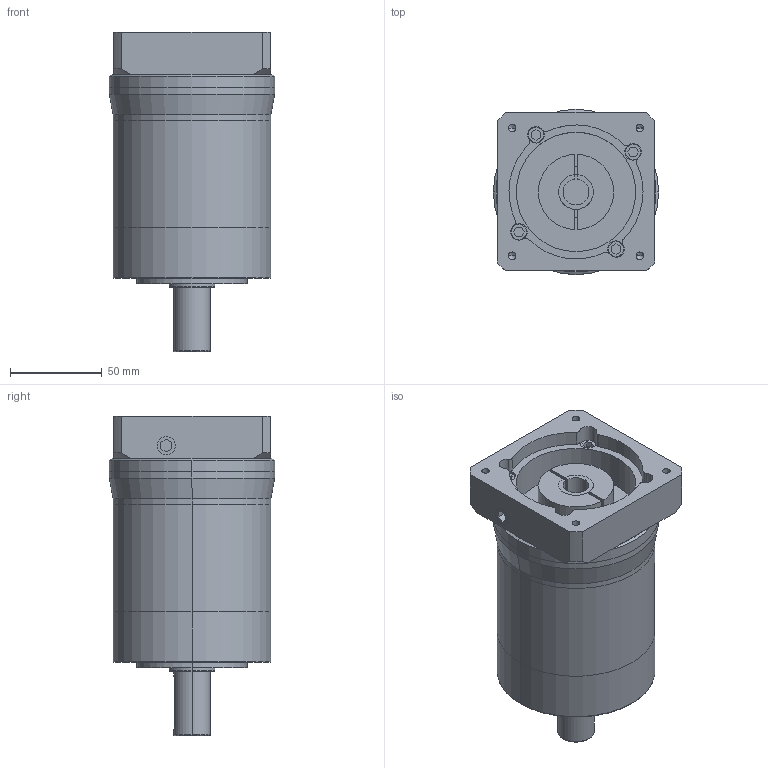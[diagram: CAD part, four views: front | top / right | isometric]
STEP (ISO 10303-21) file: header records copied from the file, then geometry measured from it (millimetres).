
FILE_DESCRIPTION (( 'STEP AP214' ), '1' );
FILE_NAME ('VGE85双级模型（14-35 73-2 4-5.5-69.6-69.6）新.STEP', '2018-07-03T02:00:02', ( 'Windows' ), ( 'Microsoft' ), 'SwSTEP 2.0', 'SolidWorks 2016', '' );
FILE_SCHEMA (( 'AUTOMOTIVE_DESIGN' ));
Length unit declared in the file: millimetre
Products named in the file (1): VGE85双级模型（14-35 73-2 4-5.5-69.6-69.6）新
Bounding box: 90 x 90 x 174 mm (x, y, z)
Volume: 751655.2 mm3; surface area: 110083.3 mm2
Topology: 5 solids, 5 shells, 231 faces, 557 edges, 349 vertices
Faces by surface type: cylinder 99, plane 98, cone 28, torus 6
Entity records: 7003 total; most frequent: DIRECTION 1231, CARTESIAN_POINT 1207, ORIENTED_EDGE 1078, EDGE_CURVE 539, AXIS2_PLACEMENT_3D 471, VERTEX_POINT 349, VECTOR 289, LINE 289
